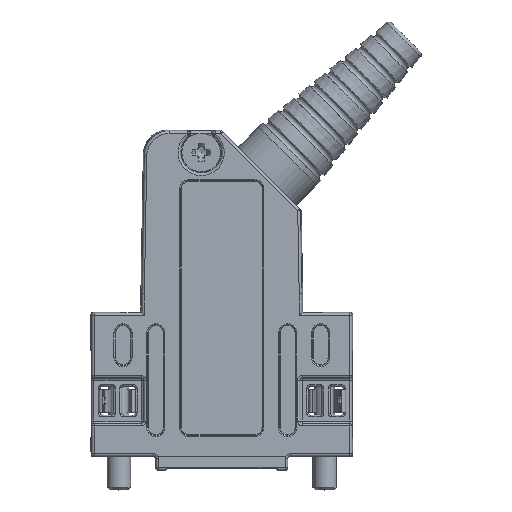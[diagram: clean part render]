
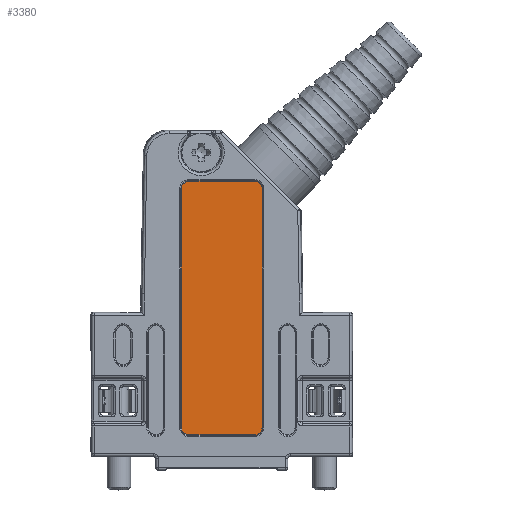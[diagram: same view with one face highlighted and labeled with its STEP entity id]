
A CAD part, top view. The second image highlights one B-rep face of the part: STEP entity #3380.
In plain terms, the highlighted face is planar.
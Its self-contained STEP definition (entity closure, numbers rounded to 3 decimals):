
#3380=ADVANCED_FACE('',(#6297),#4758,.F.);
#4758=PLANE('',#39336);
#6297=FACE_OUTER_BOUND('',#8528,.T.);
#8528=EDGE_LOOP('',(#23336,#23337,#23338,#23339,#23340,#23341,#23342,#23343));
#11579=ELLIPSE('',#39332,0.9,0.9);
#11580=ELLIPSE('',#39333,0.9,0.9);
#11581=ELLIPSE('',#39334,0.9,0.9);
#11582=ELLIPSE('',#39335,0.9,0.9);
#13722=LINE('',#65730,#16230);
#13723=LINE('',#65735,#16231);
#13724=LINE('',#65739,#16232);
#13725=LINE('',#65743,#16233);
#16230=VECTOR('',#47930,1.);
#16231=VECTOR('',#47933,1.);
#16232=VECTOR('',#47936,1.);
#16233=VECTOR('',#47939,1.);
#23336=ORIENTED_EDGE('',*,*,#34442,.T.);
#23337=ORIENTED_EDGE('',*,*,#34443,.T.);
#23338=ORIENTED_EDGE('',*,*,#34444,.T.);
#23339=ORIENTED_EDGE('',*,*,#34445,.T.);
#23340=ORIENTED_EDGE('',*,*,#34446,.T.);
#23341=ORIENTED_EDGE('',*,*,#34447,.T.);
#23342=ORIENTED_EDGE('',*,*,#34448,.T.);
#23343=ORIENTED_EDGE('',*,*,#34449,.T.);
#29941=VERTEX_POINT('',#65731);
#29942=VERTEX_POINT('',#65732);
#29943=VERTEX_POINT('',#65734);
#29944=VERTEX_POINT('',#65736);
#29945=VERTEX_POINT('',#65738);
#29946=VERTEX_POINT('',#65740);
#29947=VERTEX_POINT('',#65742);
#29948=VERTEX_POINT('',#65744);
#34442=EDGE_CURVE('',#29941,#29942,#13722,.T.);
#34443=EDGE_CURVE('',#29942,#29943,#11579,.T.);
#34444=EDGE_CURVE('',#29943,#29944,#13723,.T.);
#34445=EDGE_CURVE('',#29944,#29945,#11580,.T.);
#34446=EDGE_CURVE('',#29945,#29946,#13724,.T.);
#34447=EDGE_CURVE('',#29946,#29947,#11581,.T.);
#34448=EDGE_CURVE('',#29947,#29948,#13725,.T.);
#34449=EDGE_CURVE('',#29948,#29941,#11582,.T.);
#39332=AXIS2_PLACEMENT_3D('',#65733,#47931,#47932);
#39333=AXIS2_PLACEMENT_3D('',#65737,#47934,#47935);
#39334=AXIS2_PLACEMENT_3D('',#65741,#47937,#47938);
#39335=AXIS2_PLACEMENT_3D('',#65745,#47940,#47941);
#39336=AXIS2_PLACEMENT_3D('',#65746,#47942,#47943);
#47930=DIRECTION('',(0.,-1.,0.));
#47931=DIRECTION('',(0.,0.,-1.));
#47932=DIRECTION('',(0.707,-0.707,0.));
#47933=DIRECTION('',(-1.,0.,0.));
#47934=DIRECTION('',(0.,0.,-1.));
#47935=DIRECTION('',(-0.707,-0.707,0.));
#47936=DIRECTION('',(0.,1.,0.));
#47937=DIRECTION('',(0.,0.,-1.));
#47938=DIRECTION('',(-0.707,0.707,0.));
#47939=DIRECTION('',(1.,0.,0.));
#47940=DIRECTION('',(0.,0.,-1.));
#47941=DIRECTION('',(0.707,0.707,0.));
#47942=DIRECTION('',(0.,0.,1.));
#47943=DIRECTION('',(1.,0.,0.));
#65730=CARTESIAN_POINT('',(4.898,0.,0.2));
#65731=CARTESIAN_POINT('',(4.898,-7.002,0.2));
#65732=CARTESIAN_POINT('',(4.898,-35.998,0.2));
#65733=CARTESIAN_POINT('',(3.998,-35.998,0.2));
#65734=CARTESIAN_POINT('',(3.998,-36.898,0.2));
#65735=CARTESIAN_POINT('',(0.,-36.898,0.2));
#65736=CARTESIAN_POINT('',(-3.998,-36.898,0.2));
#65737=CARTESIAN_POINT('',(-3.998,-35.998,0.2));
#65738=CARTESIAN_POINT('',(-4.898,-35.998,0.2));
#65739=CARTESIAN_POINT('',(-4.898,0.,0.2));
#65740=CARTESIAN_POINT('',(-4.898,-7.002,0.2));
#65741=CARTESIAN_POINT('',(-3.998,-7.002,0.2));
#65742=CARTESIAN_POINT('',(-3.998,-6.102,0.2));
#65743=CARTESIAN_POINT('',(0.,-6.102,0.2));
#65744=CARTESIAN_POINT('',(3.998,-6.102,0.2));
#65745=CARTESIAN_POINT('',(3.998,-7.002,0.2));
#65746=CARTESIAN_POINT('',(0.,0.,0.2));
